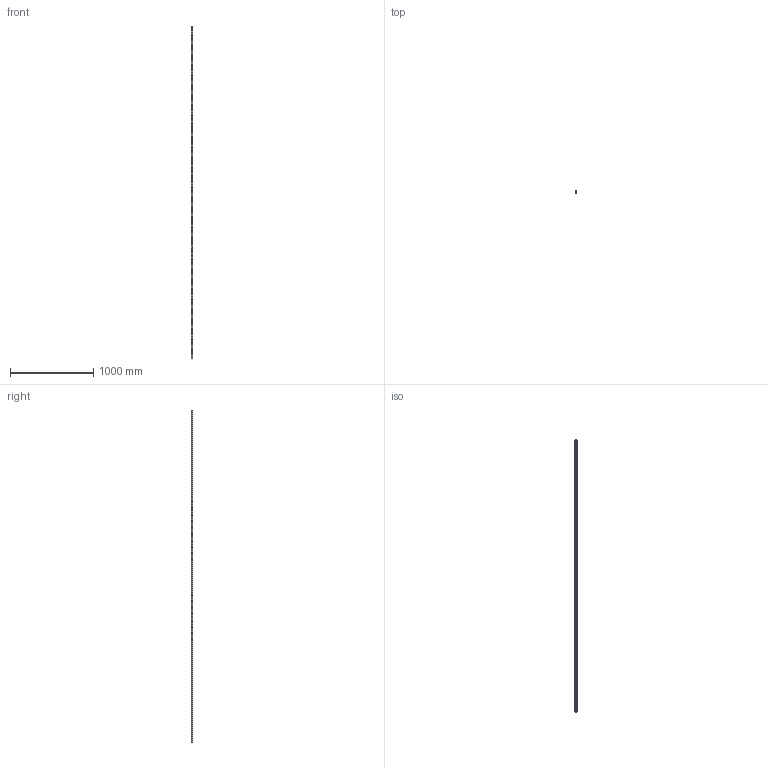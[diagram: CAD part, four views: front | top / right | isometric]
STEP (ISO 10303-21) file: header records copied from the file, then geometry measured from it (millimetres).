
FILE_DESCRIPTION (( 'STEP AP214' ), '1' );
FILE_NAME ('Ñáîðêà1.STEP', '2024-03-29T08:57:44', ( '' ), ( '' ), 'SwSTEP 2.0', 'SolidWorks 2022', '' );
FILE_SCHEMA (( 'AUTOMOTIVE_DESIGN' ));
Length unit declared in the file: millimetre
Products named in the file (2): Сборка1; Z36 Профильные рельсовые направляющие RGR20_00
Assembly tree (1 placements, depth 2):
  Сборка1
    Z36 Профильные рельсовые направляющие RGR20_00
Bounding box: 20 x 21 x 4000 mm (x, y, z)
Volume: 1285030.6 mm3; surface area: 412093.4 mm2
Topology: 1 solids, 1 shells, 690 faces, 1665 edges, 1110 vertices
Faces by surface type: cylinder 539, plane 151
Entity records: 21345 total; most frequent: DIRECTION 4131, CARTESIAN_POINT 3469, ORIENTED_EDGE 3330, AXIS2_PLACEMENT_3D 1772, EDGE_CURVE 1665, VERTEX_POINT 1110, EDGE_LOOP 1089, CIRCLE 1078
